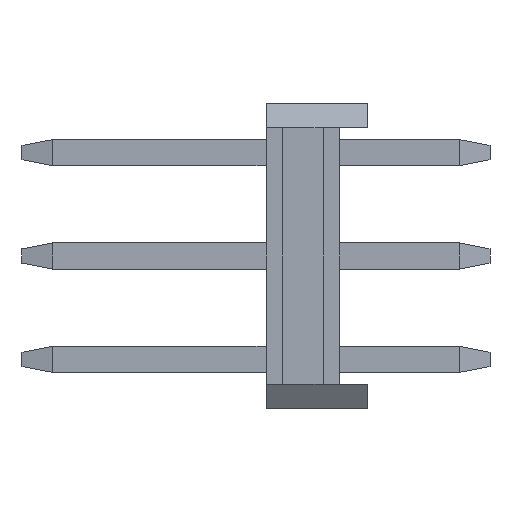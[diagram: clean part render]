
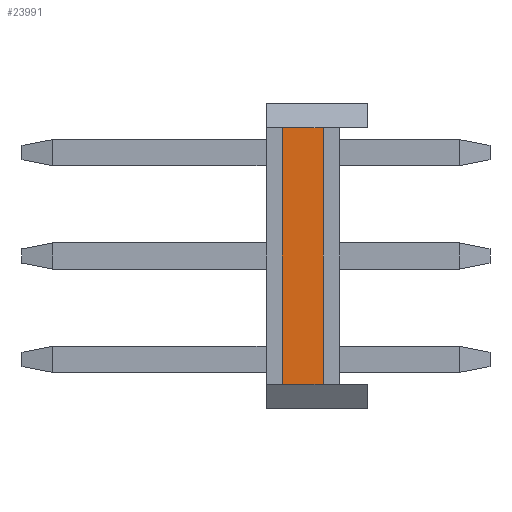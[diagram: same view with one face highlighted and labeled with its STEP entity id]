
A CAD part, left-side view. The second image highlights one B-rep face of the part: STEP entity #23991.
In plain terms, the highlighted planar face has unit normal (-1, 0, 0).
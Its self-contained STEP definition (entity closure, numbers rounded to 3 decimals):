
#10993=CARTESIAN_POINT('',(-1.27,1.1,-3.15));
#10994=VERTEX_POINT('',#10993);
#11018=CARTESIAN_POINT('',(-1.27,1.1,3.15));
#11019=VERTEX_POINT('',#11018);
#11026=CARTESIAN_POINT('',(-1.27,1.1,3.15));
#11027=DIRECTION('',(0.,0.,-1.));
#11028=VECTOR('',#11027,6.3);
#11029=LINE('',#11026,#11028);
#11030=EDGE_CURVE('',#11019,#10994,#11029,.T.);
#11672=CARTESIAN_POINT('',(-1.27,2.1,3.15));
#11673=VERTEX_POINT('',#11672);
#11704=CARTESIAN_POINT('',(-1.27,2.1,-3.15));
#11705=VERTEX_POINT('',#11704);
#11712=CARTESIAN_POINT('',(-1.27,2.1,-3.15));
#11713=DIRECTION('',(0.,0.,1.));
#11714=VECTOR('',#11713,6.3);
#11715=LINE('',#11712,#11714);
#11716=EDGE_CURVE('',#11705,#11673,#11715,.T.);
#23965=CARTESIAN_POINT('',(-1.27,2.1,3.15));
#23966=DIRECTION('',(0.,-1.,0.));
#23967=VECTOR('',#23966,1.);
#23968=LINE('',#23965,#23967);
#23969=EDGE_CURVE('',#11673,#11019,#23968,.T.);
#23975=CARTESIAN_POINT('',(-1.27,0.,-3.75));
#23976=DIRECTION('',(0.,0.,1.));
#23977=DIRECTION('',(-1.,0.,0.));
#23978=AXIS2_PLACEMENT_3D('',#23975,#23977,#23976);
#23979=PLANE('',#23978);
#23980=ORIENTED_EDGE('',*,*,#23969,.F.);
#23981=ORIENTED_EDGE('',*,*,#11716,.F.);
#23982=CARTESIAN_POINT('',(-1.27,2.1,-3.15));
#23983=DIRECTION('',(0.,-1.,0.));
#23984=VECTOR('',#23983,1.);
#23985=LINE('',#23982,#23984);
#23986=EDGE_CURVE('',#11705,#10994,#23985,.T.);
#23987=ORIENTED_EDGE('',*,*,#23986,.T.);
#23988=ORIENTED_EDGE('',*,*,#11030,.F.);
#23989=EDGE_LOOP('',(#23980,#23981,#23987,#23988));
#23990=FACE_OUTER_BOUND('',#23989,.T.);
#23991=ADVANCED_FACE('',(#23990),#23979,.T.);
